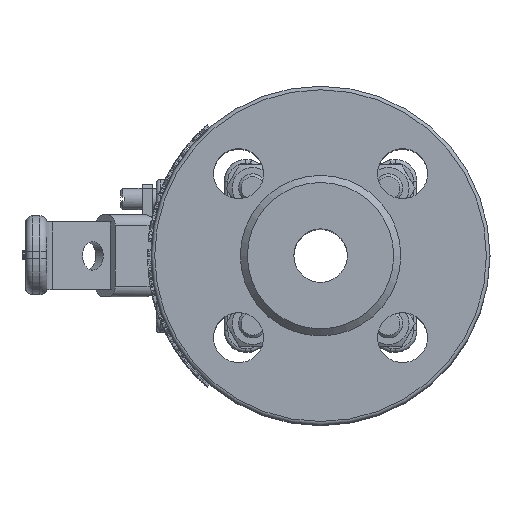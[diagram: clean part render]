
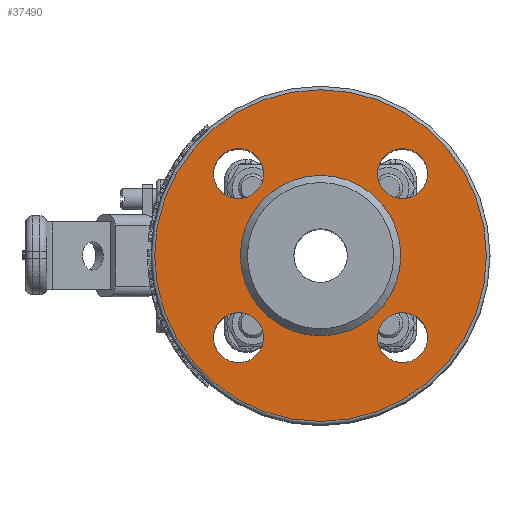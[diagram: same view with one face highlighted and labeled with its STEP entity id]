
A CAD part, top view. The second image highlights one B-rep face of the part: STEP entity #37490.
In plain terms, the highlighted planar face has unit normal (0, 0, 1).
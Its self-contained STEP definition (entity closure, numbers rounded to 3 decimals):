
#1079=FACE_BOUND('',#6525,.T.);
#1080=FACE_BOUND('',#6526,.T.);
#1081=FACE_BOUND('',#6527,.T.);
#1082=FACE_BOUND('',#6528,.T.);
#1083=FACE_BOUND('',#6529,.T.);
#4326=FACE_OUTER_BOUND('',#6524,.T.);
#6524=EDGE_LOOP('',(#29425));
#6525=EDGE_LOOP('',(#29426));
#6526=EDGE_LOOP('',(#29427));
#6527=EDGE_LOOP('',(#29428));
#6528=EDGE_LOOP('',(#29429));
#6529=EDGE_LOOP('',(#29430));
#13307=CIRCLE('',#39643,22.5);
#13310=CIRCLE('',#39648,46.5);
#13311=CIRCLE('',#39651,7.);
#13312=CIRCLE('',#39652,7.);
#13313=CIRCLE('',#39653,7.);
#13314=CIRCLE('',#39654,7.);
#16081=VERTEX_POINT('',#67041);
#16084=VERTEX_POINT('',#67049);
#16085=VERTEX_POINT('',#67053);
#16086=VERTEX_POINT('',#67055);
#16087=VERTEX_POINT('',#67057);
#16088=VERTEX_POINT('',#67059);
#20729=EDGE_CURVE('',#16081,#16081,#13307,.T.);
#20732=EDGE_CURVE('',#16084,#16084,#13310,.T.);
#20733=EDGE_CURVE('',#16085,#16085,#13311,.T.);
#20734=EDGE_CURVE('',#16086,#16086,#13312,.T.);
#20735=EDGE_CURVE('',#16087,#16087,#13313,.T.);
#20736=EDGE_CURVE('',#16088,#16088,#13314,.T.);
#29425=ORIENTED_EDGE('',*,*,#20732,.F.);
#29426=ORIENTED_EDGE('',*,*,#20729,.T.);
#29427=ORIENTED_EDGE('',*,*,#20733,.T.);
#29428=ORIENTED_EDGE('',*,*,#20734,.T.);
#29429=ORIENTED_EDGE('',*,*,#20735,.T.);
#29430=ORIENTED_EDGE('',*,*,#20736,.T.);
#33913=PLANE('',#39650);
#37490=ADVANCED_FACE('',(#4326,#1079,#1080,#1081,#1082,#1083),#33913,.F.);
#39643=AXIS2_PLACEMENT_3D('',#67042,#45285,#45286);
#39648=AXIS2_PLACEMENT_3D('',#67050,#45295,#45296);
#39650=AXIS2_PLACEMENT_3D('',#67052,#45299,#45300);
#39651=AXIS2_PLACEMENT_3D('',#67054,#45301,#45302);
#39652=AXIS2_PLACEMENT_3D('',#67056,#45303,#45304);
#39653=AXIS2_PLACEMENT_3D('',#67058,#45305,#45306);
#39654=AXIS2_PLACEMENT_3D('',#67060,#45307,#45308);
#45285=DIRECTION('center_axis',(0.,0.,-1.));
#45286=DIRECTION('ref_axis',(-1.,0.,0.));
#45295=DIRECTION('center_axis',(0.,0.,-1.));
#45296=DIRECTION('ref_axis',(-1.,0.,0.));
#45299=DIRECTION('center_axis',(0.,0.,-1.));
#45300=DIRECTION('ref_axis',(1.,0.,0.));
#45301=DIRECTION('center_axis',(0.,0.,-1.));
#45302=DIRECTION('ref_axis',(-1.,0.,0.));
#45303=DIRECTION('center_axis',(0.,0.,-1.));
#45304=DIRECTION('ref_axis',(-1.,0.,0.));
#45305=DIRECTION('center_axis',(0.,0.,-1.));
#45306=DIRECTION('ref_axis',(-1.,0.,0.));
#45307=DIRECTION('center_axis',(0.,0.,-1.));
#45308=DIRECTION('ref_axis',(-1.,0.,0.));
#67041=CARTESIAN_POINT('',(22.5,0.,113.));
#67042=CARTESIAN_POINT('Origin',(0.,0.,113.));
#67049=CARTESIAN_POINT('',(46.5,0.,113.));
#67050=CARTESIAN_POINT('Origin',(0.,0.,113.));
#67052=CARTESIAN_POINT('Origin',(0.,0.,113.));
#67053=CARTESIAN_POINT('',(29.981,22.981,113.));
#67054=CARTESIAN_POINT('Origin',(22.981,22.981,113.));
#67055=CARTESIAN_POINT('',(-15.981,22.981,113.));
#67056=CARTESIAN_POINT('Origin',(-22.981,22.981,113.));
#67057=CARTESIAN_POINT('',(-15.981,-22.981,113.));
#67058=CARTESIAN_POINT('Origin',(-22.981,-22.981,113.));
#67059=CARTESIAN_POINT('',(29.981,-22.981,113.));
#67060=CARTESIAN_POINT('Origin',(22.981,-22.981,113.));
